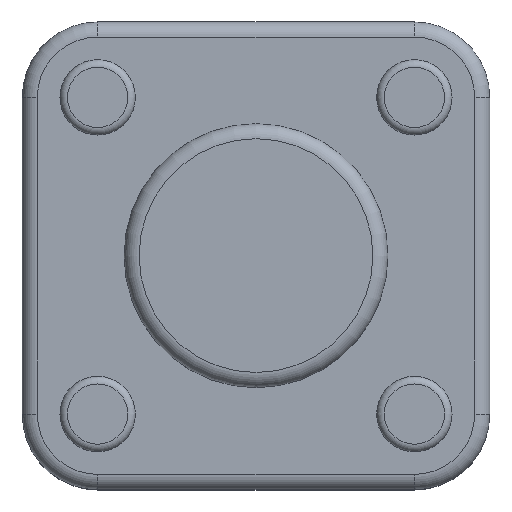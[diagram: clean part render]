
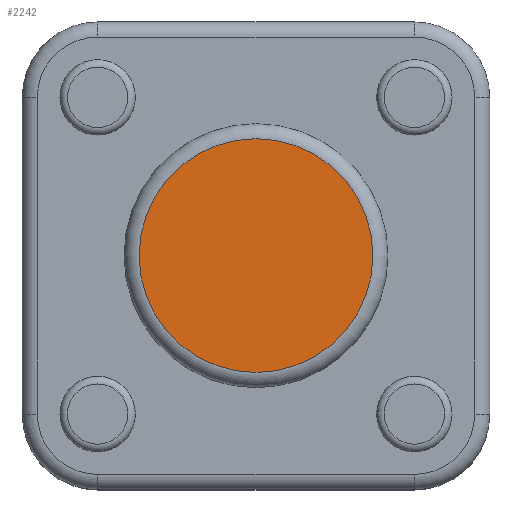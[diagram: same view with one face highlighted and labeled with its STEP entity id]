
A CAD part, top view. The second image highlights one B-rep face of the part: STEP entity #2242.
In plain terms, the highlighted planar face has unit normal (0, 0, 1).
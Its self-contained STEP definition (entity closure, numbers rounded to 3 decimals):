
#1011 = TOROIDAL_SURFACE('',#1012,1.55,0.2);
#1012 = AXIS2_PLACEMENT_3D('',#1013,#1014,#1015);
#1013 = CARTESIAN_POINT('',(0.,0.,4.6)
  );
#1014 = DIRECTION('',(0.,0.,1.));
#1015 = DIRECTION('',(1.,0.,0.));
#1622 = VERTEX_POINT('',#1623);
#1623 = CARTESIAN_POINT('',(1.55,0.,4.8));
#1645 = EDGE_CURVE('',#1622,#1622,#1646,.T.);
#1646 = SURFACE_CURVE('',#1647,(#1652,#1659),.PCURVE_S1.);
#1647 = CIRCLE('',#1648,1.55);
#1648 = AXIS2_PLACEMENT_3D('',#1649,#1650,#1651);
#1649 = CARTESIAN_POINT('',(0.,0.,4.8)
  );
#1650 = DIRECTION('',(0.,0.,1.));
#1651 = DIRECTION('',(1.,0.,0.));
#1652 = PCURVE('',#1011,#1653);
#1653 = DEFINITIONAL_REPRESENTATION('',(#1654),#1658);
#1654 = LINE('',#1655,#1656);
#1655 = CARTESIAN_POINT('',(0.,1.571));
#1656 = VECTOR('',#1657,1.);
#1657 = DIRECTION('',(1.,0.));
#1658 = ( GEOMETRIC_REPRESENTATION_CONTEXT(2) 
PARAMETRIC_REPRESENTATION_CONTEXT() REPRESENTATION_CONTEXT('2D SPACE',''
  ) );
#1659 = PCURVE('',#1660,#1665);
#1660 = PLANE('',#1661);
#1661 = AXIS2_PLACEMENT_3D('',#1662,#1663,#1664);
#1662 = CARTESIAN_POINT('',(0.,0.,4.8)
  );
#1663 = DIRECTION('',(0.,0.,1.));
#1664 = DIRECTION('',(0.,1.,0.));
#1665 = DEFINITIONAL_REPRESENTATION('',(#1666),#1670);
#1666 = CIRCLE('',#1667,1.55);
#1667 = AXIS2_PLACEMENT_2D('',#1668,#1669);
#1668 = CARTESIAN_POINT('',(0.,0.));
#1669 = DIRECTION('',(0.,-1.));
#1670 = ( GEOMETRIC_REPRESENTATION_CONTEXT(2) 
PARAMETRIC_REPRESENTATION_CONTEXT() REPRESENTATION_CONTEXT('2D SPACE',''
  ) );
#2242 = ADVANCED_FACE('',(#2243),#1660,.T.);
#2243 = FACE_BOUND('',#2244,.T.);
#2244 = EDGE_LOOP('',(#2245));
#2245 = ORIENTED_EDGE('',*,*,#1645,.T.);
